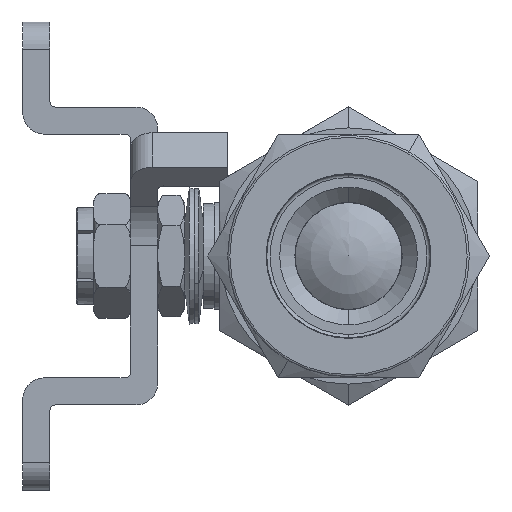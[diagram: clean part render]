
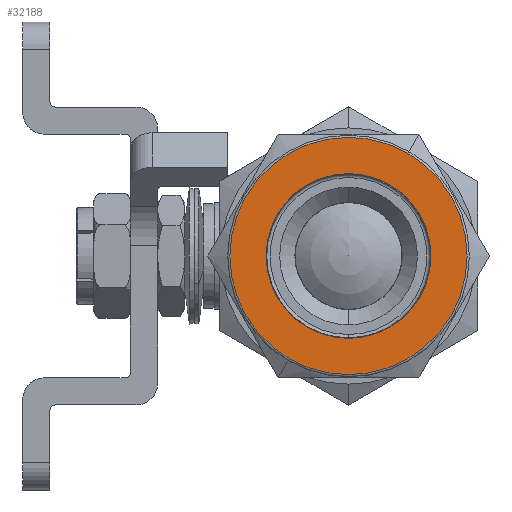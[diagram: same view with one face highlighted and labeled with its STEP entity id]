
A CAD part, left-side view. The second image highlights one B-rep face of the part: STEP entity #32188.
In plain terms, the highlighted planar face has unit normal (-1, 0, 0).
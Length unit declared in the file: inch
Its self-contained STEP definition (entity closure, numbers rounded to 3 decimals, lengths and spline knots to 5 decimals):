
#31 = CARTESIAN_POINT ( 'NONE',  ( -2.01568, -0.2725, 0.47198 ) ) ;
#537 = EDGE_LOOP ( 'NONE', ( #27070, #47047 ) ) ;
#3221 = VERTEX_POINT ( 'NONE', #28600 ) ;
#4640 = CIRCLE ( 'NONE', #30359, 0.545 ) ;
#7426 = VERTEX_POINT ( 'NONE', #21196 ) ;
#12311 = VERTEX_POINT ( 'NONE', #31 ) ;
#12722 = AXIS2_PLACEMENT_3D ( 'NONE', #28585, #28520, #28508 ) ;
#13537 = EDGE_CURVE ( 'NONE', #7426, #12311, #36981, .T. ) ;
#13686 = FACE_OUTER_BOUND ( 'NONE', #28558, .T. ) ;
#14010 = EDGE_CURVE ( 'NONE', #3221, #41346, #41159, .T. ) ;
#15137 = CIRCLE ( 'NONE', #38153, 0.3785 ) ;
#17406 = ORIENTED_EDGE ( 'NONE', *, *, #13537, .T. ) ;
#19807 = CARTESIAN_POINT ( 'NONE',  ( -2.01568, -0.18925, 0.32779 ) ) ;
#21196 = CARTESIAN_POINT ( 'NONE',  ( -2.01568, 0.2725, -0.47198 ) ) ;
#22370 = DIRECTION ( 'NONE',  ( 0., -0.5, 0.866 ) ) ;
#22419 = DIRECTION ( 'NONE',  ( 1., 0., 0. ) ) ;
#22427 = CARTESIAN_POINT ( 'NONE',  ( -2.01568, 0., 0. ) ) ;
#22859 = DIRECTION ( 'NONE',  ( 0., -0.5, 0.866 ) ) ;
#22865 = DIRECTION ( 'NONE',  ( -1., 0., 0. ) ) ;
#22918 = CARTESIAN_POINT ( 'NONE',  ( -2.01568, 0., 0. ) ) ;
#23189 = EDGE_CURVE ( 'NONE', #12311, #7426, #4640, .T. ) ;
#23260 = EDGE_CURVE ( 'NONE', #41346, #3221, #15137, .T. ) ;
#23673 = DIRECTION ( 'NONE',  ( 0., -0.5, 0.866 ) ) ;
#23683 = DIRECTION ( 'NONE',  ( 1., 0., 0. ) ) ;
#23723 = CARTESIAN_POINT ( 'NONE',  ( -2.01568, 0., 0. ) ) ;
#25342 = DIRECTION ( 'NONE',  ( 0., -0.5, 0.866 ) ) ;
#25387 = DIRECTION ( 'NONE',  ( 1., 0., 0. ) ) ;
#25446 = PLANE ( 'NONE',  #45946 ) ;
#25996 = FACE_BOUND ( 'NONE', #537, .T. ) ;
#27070 = ORIENTED_EDGE ( 'NONE', *, *, #14010, .T. ) ;
#28508 = DIRECTION ( 'NONE',  ( 0., -0.5, 0.866 ) ) ;
#28520 = DIRECTION ( 'NONE',  ( -1., 0., 0. ) ) ;
#28558 = EDGE_LOOP ( 'NONE', ( #45794, #17406 ) ) ;
#28585 = CARTESIAN_POINT ( 'NONE',  ( -2.01568, 0., 0. ) ) ;
#28600 = CARTESIAN_POINT ( 'NONE',  ( -2.01568, 0.18925, -0.32779 ) ) ;
#30359 = AXIS2_PLACEMENT_3D ( 'NONE', #22918, #22865, #22859 ) ;
#32188 = ADVANCED_FACE ( 'NONE', ( #13686, #25996 ), #25446, .F. ) ;
#36981 = CIRCLE ( 'NONE', #12722, 0.545 ) ;
#37771 = CARTESIAN_POINT ( 'NONE',  ( -2.01568, 0.64663, 0. ) ) ;
#38153 = AXIS2_PLACEMENT_3D ( 'NONE', #22427, #22419, #22370 ) ;
#41159 = CIRCLE ( 'NONE', #45504, 0.3785 ) ;
#41346 = VERTEX_POINT ( 'NONE', #19807 ) ;
#45504 = AXIS2_PLACEMENT_3D ( 'NONE', #23723, #23683, #23673 ) ;
#45794 = ORIENTED_EDGE ( 'NONE', *, *, #23189, .T. ) ;
#45946 = AXIS2_PLACEMENT_3D ( 'NONE', #37771, #25387, #25342 ) ;
#47047 = ORIENTED_EDGE ( 'NONE', *, *, #23260, .T. ) ;
